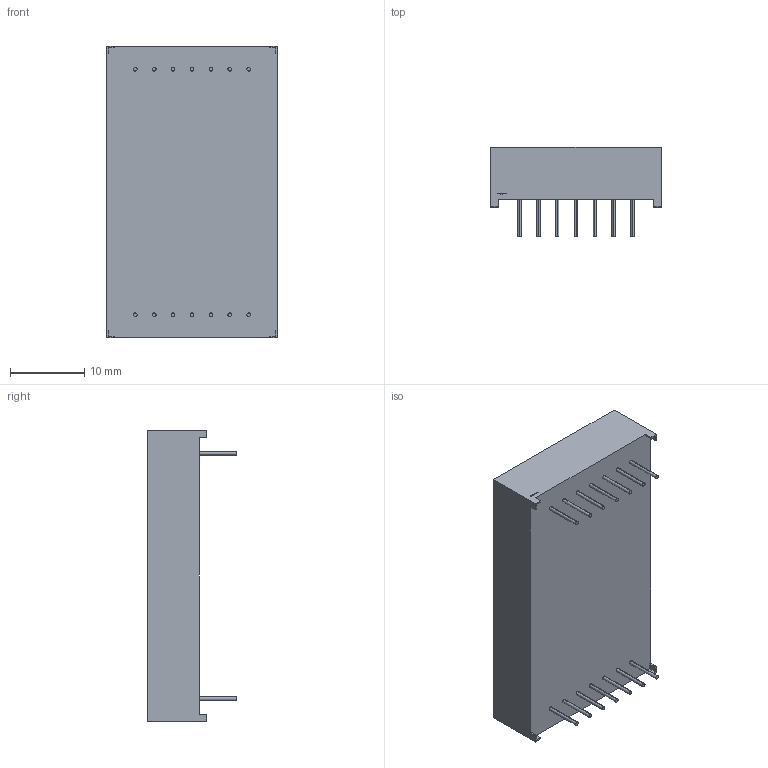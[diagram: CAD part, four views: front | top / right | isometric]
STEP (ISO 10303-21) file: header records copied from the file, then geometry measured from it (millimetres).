
FILE_DESCRIPTION (( 'STEP AP214' ), '1' );
FILE_NAME ('TX12-11.STEP', '2008-09-07T17:15:44', ( '' ), ( '' ), 'SwSTEP 2.0', 'SolidWorks 2008', '' );
FILE_SCHEMA (( 'AUTOMOTIVE_DESIGN' ));
Length unit declared in the file: millimetre
Products named in the file (1): TX12-11
Bounding box: 22.9 x 12 x 39.2 mm (x, y, z)
Volume: 6286.6 mm3; surface area: 2807.3 mm2
Topology: 1 solids, 1 shells, 456 faces, 1131 edges, 754 vertices
Faces by surface type: plane 242, bspline 116, cylinder 98
Entity records: 24046 total; most frequent: CARTESIAN_POINT 8730, ORIENTED_EDGE 2262, DIRECTION 1777, EDGE_CURVE 1131, VERTEX_POINT 754, LINE 703, VECTOR 703, AXIS2_PLACEMENT_3D 537
